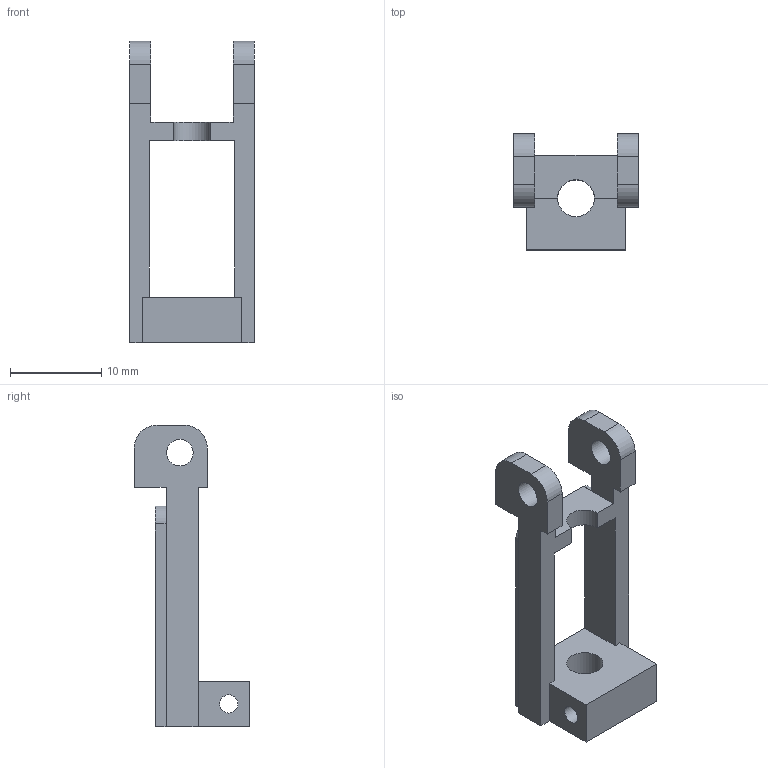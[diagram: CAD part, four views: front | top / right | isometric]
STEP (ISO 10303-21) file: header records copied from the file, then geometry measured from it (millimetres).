
FILE_DESCRIPTION(/* description */ (''),/* implementation_level */ '2;1');
FILE_NAME(/* name */ 'Base.step',/* time_stamp */ '2019-01-12T21:19:52+01:00',/* author */ (''),/* organization */ (''),/* preprocessor_version */ 'ST-DEVELOPER v17.2',/* originating_system */ 'Autodesk Translation Framework v7.6.0.251',/* authorisation */ '');
FILE_SCHEMA (('AUTOMOTIVE_DESIGN { 1 0 10303 214 3 1 1 }'));
Length unit declared in the file: millimetre
Products named in the file (1): FusionComponent
Bounding box: 13.6 x 12.65 x 33 mm (x, y, z)
Volume: 1176.6 mm3; surface area: 1568.6 mm2
Topology: 1 solids, 1 shells, 41 faces, 120 edges, 80 vertices
Faces by surface type: plane 30, cylinder 11
Full cylindrical faces by diameter (mm): 2 x1, 2.9 x2, 4 x1
Entity records: 1416 total; most frequent: CARTESIAN_POINT 242, ORIENTED_EDGE 240, DIRECTION 226, EDGE_CURVE 120, LINE 98, VECTOR 98, VERTEX_POINT 80, AXIS2_PLACEMENT_3D 64
